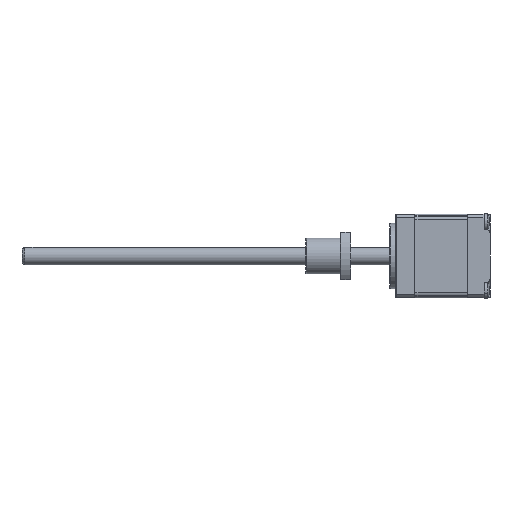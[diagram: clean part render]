
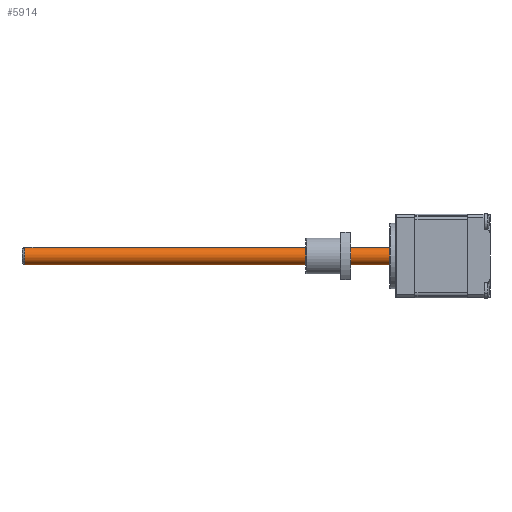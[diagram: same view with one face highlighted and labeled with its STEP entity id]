
A CAD part, left-side view. The second image highlights one B-rep face of the part: STEP entity #5914.
In plain terms, the highlighted cylindrical face has radius 3 mm (diameter 6 mm), a partial arc.
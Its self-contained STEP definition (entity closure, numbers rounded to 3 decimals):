
#372 = CARTESIAN_POINT ( 'NONE',  ( -3.706, 14.276, 36.327 ) ) ;
#407 = CARTESIAN_POINT ( 'NONE',  ( -3.706, 138.276, 36.327 ) ) ;
#498 = AXIS2_PLACEMENT_3D ( 'NONE', #6141, #1051, #6977 ) ;
#745 = EDGE_LOOP ( 'NONE', ( #10666, #2726, #3376, #8181 ) ) ;
#1051 = DIRECTION ( 'NONE',  ( 0., -1., 0. ) ) ;
#1076 = CARTESIAN_POINT ( 'NONE',  ( -1.205, 138.276, 30.873 ) ) ;
#1095 = LINE ( 'NONE', #1808, #5353 ) ;
#1181 = VERTEX_POINT ( 'NONE', #1431 ) ;
#1431 = CARTESIAN_POINT ( 'NONE',  ( -1.205, 14.276, 30.873 ) ) ;
#1454 = CARTESIAN_POINT ( 'NONE',  ( -2.455, 14.276, 33.6 ) ) ;
#1808 = CARTESIAN_POINT ( 'NONE',  ( -3.706, 139.276, 36.327 ) ) ;
#2133 = CYLINDRICAL_SURFACE ( 'NONE', #6590, 3. ) ;
#2146 = CARTESIAN_POINT ( 'NONE',  ( -2.455, 139.276, 33.6 ) ) ;
#2281 = DIRECTION ( 'NONE',  ( -0.417, 0., 0.909 ) ) ;
#2495 = CARTESIAN_POINT ( 'NONE',  ( -1.205, 139.276, 30.873 ) ) ;
#2726 = ORIENTED_EDGE ( 'NONE', *, *, #4287, .T. ) ;
#3101 = VERTEX_POINT ( 'NONE', #407 ) ;
#3376 = ORIENTED_EDGE ( 'NONE', *, *, #5237, .F. ) ;
#3491 = EDGE_CURVE ( 'NONE', #3101, #8174, #1095, .T. ) ;
#3634 = LINE ( 'NONE', #2495, #5127 ) ;
#4287 = EDGE_CURVE ( 'NONE', #7699, #1181, #3634, .T. ) ;
#4739 = DIRECTION ( 'NONE',  ( 0., -1., 0. ) ) ;
#5127 = VECTOR ( 'NONE', #8481, 1000. ) ;
#5237 = EDGE_CURVE ( 'NONE', #8174, #1181, #9364, .T. ) ;
#5353 = VECTOR ( 'NONE', #7773, 1000. ) ;
#5914 = ADVANCED_FACE ( 'NONE', ( #6931 ), #2133, .T. ) ;
#6141 = CARTESIAN_POINT ( 'NONE',  ( -2.455, 138.276, 33.6 ) ) ;
#6590 = AXIS2_PLACEMENT_3D ( 'NONE', #2146, #4739, #10686 ) ;
#6931 = FACE_OUTER_BOUND ( 'NONE', #745, .T. ) ;
#6977 = DIRECTION ( 'NONE',  ( 0.417, 0., -0.909 ) ) ;
#7406 = DIRECTION ( 'NONE',  ( 0., -1., 0. ) ) ;
#7663 = EDGE_CURVE ( 'NONE', #3101, #7699, #9071, .T. ) ;
#7699 = VERTEX_POINT ( 'NONE', #1076 ) ;
#7773 = DIRECTION ( 'NONE',  ( 0., -1., 0. ) ) ;
#8174 = VERTEX_POINT ( 'NONE', #372 ) ;
#8181 = ORIENTED_EDGE ( 'NONE', *, *, #3491, .F. ) ;
#8481 = DIRECTION ( 'NONE',  ( 0., -1., 0. ) ) ;
#9071 = CIRCLE ( 'NONE', #498, 3. ) ;
#9364 = CIRCLE ( 'NONE', #9513, 3. ) ;
#9513 = AXIS2_PLACEMENT_3D ( 'NONE', #1454, #7406, #2281 ) ;
#10666 = ORIENTED_EDGE ( 'NONE', *, *, #7663, .T. ) ;
#10686 = DIRECTION ( 'NONE',  ( -0.417, 0., 0.909 ) ) ;
